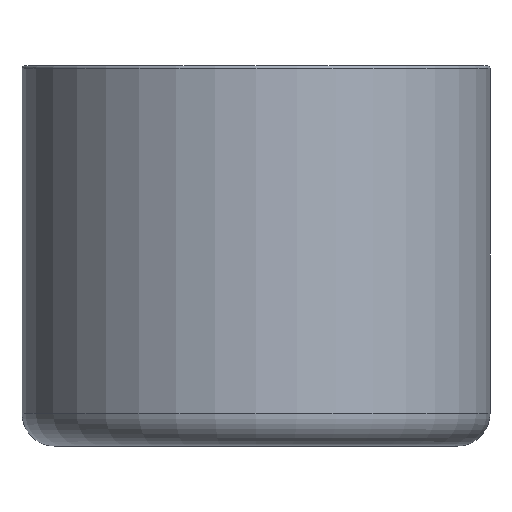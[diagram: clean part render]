
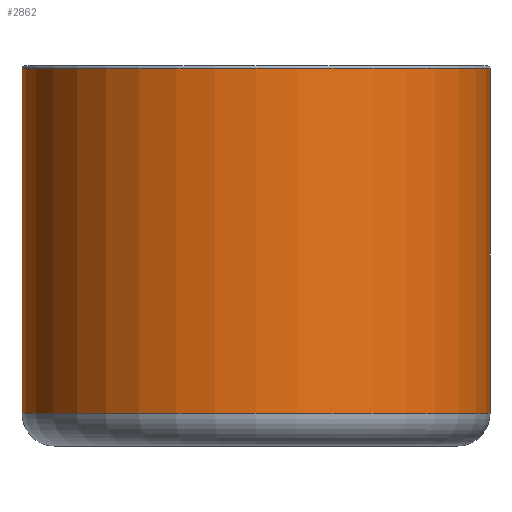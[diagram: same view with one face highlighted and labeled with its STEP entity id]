
A CAD part, top view. The second image highlights one B-rep face of the part: STEP entity #2862.
In plain terms, the highlighted cylindrical face has radius 46.6 mm (diameter 93.2 mm), a full revolution.
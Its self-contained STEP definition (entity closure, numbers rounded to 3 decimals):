
#183=FACE_OUTER_BOUND('',#343,.T.);
#343=EDGE_LOOP('',(#2510,#2511,#2512,#2513,#2514,#2515));
#500=LINE('',#5252,#652);
#652=VECTOR('',#4346,46.7);
#933=CIRCLE('',#3309,46.6);
#934=CIRCLE('',#3310,46.6);
#936=CIRCLE('',#3314,46.6);
#937=CIRCLE('',#3315,46.6);
#1232=VERTEX_POINT('',#5240);
#1233=VERTEX_POINT('',#5242);
#1235=VERTEX_POINT('',#5249);
#1236=VERTEX_POINT('',#5250);
#1671=EDGE_CURVE('',#1232,#1233,#933,.T.);
#1672=EDGE_CURVE('',#1233,#1232,#934,.T.);
#1674=EDGE_CURVE('',#1235,#1236,#936,.T.);
#1675=EDGE_CURVE('',#1235,#1233,#500,.T.);
#1676=EDGE_CURVE('',#1236,#1235,#937,.T.);
#2510=ORIENTED_EDGE('',*,*,#1674,.F.);
#2511=ORIENTED_EDGE('',*,*,#1675,.T.);
#2512=ORIENTED_EDGE('',*,*,#1671,.F.);
#2513=ORIENTED_EDGE('',*,*,#1672,.F.);
#2514=ORIENTED_EDGE('',*,*,#1675,.F.);
#2515=ORIENTED_EDGE('',*,*,#1676,.F.);
#2712=CYLINDRICAL_SURFACE('',#3313,46.6);
#2862=ADVANCED_FACE('',(#183),#2712,.T.);
#3309=AXIS2_PLACEMENT_3D('',#5243,#4334,#4335);
#3310=AXIS2_PLACEMENT_3D('',#5244,#4336,#4337);
#3313=AXIS2_PLACEMENT_3D('',#5248,#4342,#4343);
#3314=AXIS2_PLACEMENT_3D('',#5251,#4344,#4345);
#3315=AXIS2_PLACEMENT_3D('',#5253,#4347,#4348);
#4334=DIRECTION('center_axis',(0.,1.,0.));
#4335=DIRECTION('ref_axis',(1.,0.,0.));
#4336=DIRECTION('center_axis',(0.,1.,0.));
#4337=DIRECTION('ref_axis',(1.,0.,0.));
#4342=DIRECTION('center_axis',(0.,-1.,0.));
#4343=DIRECTION('ref_axis',(1.,0.,0.));
#4344=DIRECTION('center_axis',(0.,-1.,0.));
#4345=DIRECTION('ref_axis',(1.,0.,0.));
#4346=DIRECTION('',(0.,1.,0.));
#4347=DIRECTION('center_axis',(0.,-1.,0.));
#4348=DIRECTION('ref_axis',(1.,0.,0.));
#5240=CARTESIAN_POINT('',(0.842,-23.5,-55.246));
#5242=CARTESIAN_POINT('',(-45.758,-23.5,-8.646));
#5243=CARTESIAN_POINT('Origin',(0.842,-23.5,-8.646));
#5244=CARTESIAN_POINT('Origin',(0.842,-23.5,-8.646));
#5248=CARTESIAN_POINT('Origin',(0.842,-25.,-8.646));
#5249=CARTESIAN_POINT('',(-45.758,-92.2,-8.646));
#5250=CARTESIAN_POINT('',(0.842,-92.2,-55.246));
#5251=CARTESIAN_POINT('Origin',(0.842,-92.2,-8.646));
#5252=CARTESIAN_POINT('',(-45.758,-25.,-8.646));
#5253=CARTESIAN_POINT('Origin',(0.842,-92.2,-8.646));
